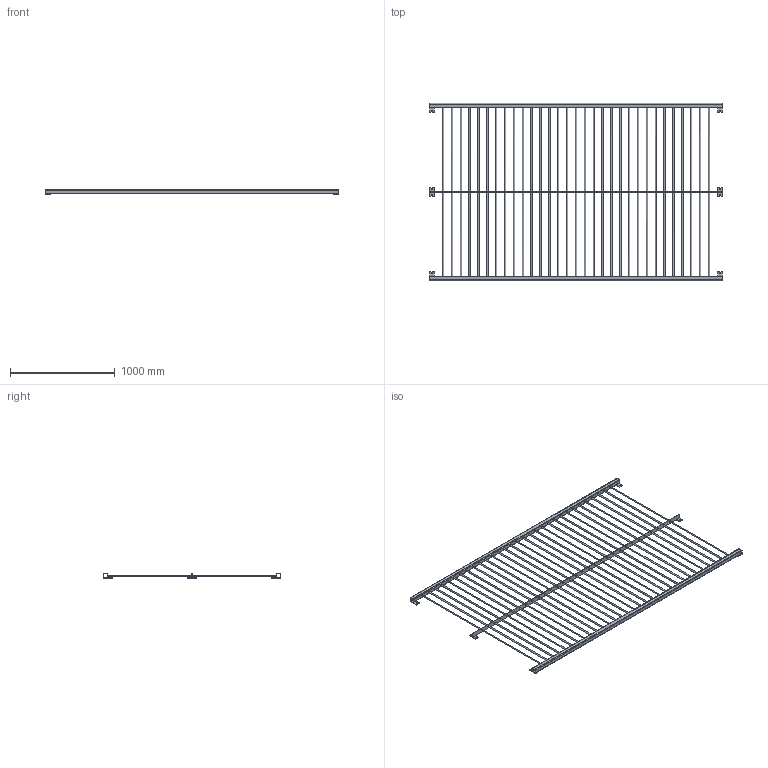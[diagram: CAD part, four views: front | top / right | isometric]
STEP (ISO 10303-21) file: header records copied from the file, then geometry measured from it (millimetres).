
FILE_DESCRIPTION(('FreeCAD Model'),'2;1');
FILE_NAME('Open CASCADE Shape Model','2025-04-17T06:46:58',('FreeCAD'),( 'FreeCAD'),'Open CASCADE STEP processor 7.6','FreeCAD','Unknown');
FILE_SCHEMA(('AUTOMOTIVE_DESIGN { 1 0 10303 214 1 1 1 1 }'));
Length unit declared in the file: millimetre
Products named in the file (1): Open CASCADE STEP translator 7.6 1
Bounding box: 2786.79 x 1688.96 x 47.29 mm (x, y, z)
Volume: 9981837.6 mm3; surface area: 4103815.2 mm2
Topology: 40 solids, 40 shells, 210 faces, 390 edges, 260 vertices
Faces by surface type: bspline 210
Entity records: 6162 total; most frequent: CARTESIAN_POINT 3501, ORIENTED_EDGE 780, EDGE_CURVE 390, FACE_BOUND 292, EDGE_LOOP 292, VERTEX_POINT 260, B_SPLINE_CURVE_WITH_KNOTS 218, ADVANCED_FACE 210
